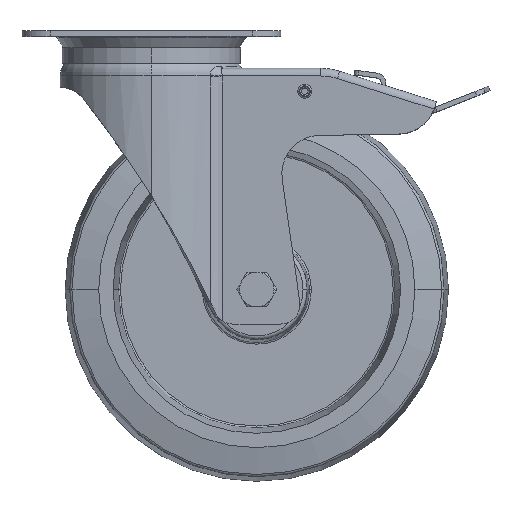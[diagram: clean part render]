
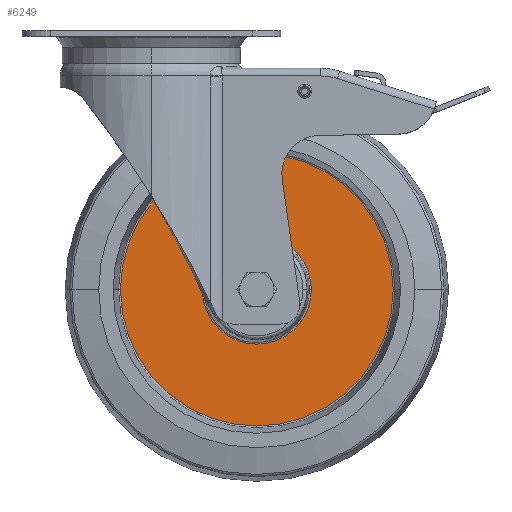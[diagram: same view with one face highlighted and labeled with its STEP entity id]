
A CAD part, top view. The second image highlights one B-rep face of the part: STEP entity #6249.
In plain terms, the highlighted planar face has unit normal (0, 0, 1).
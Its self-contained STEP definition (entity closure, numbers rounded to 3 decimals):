
#1833 = VERTEX_POINT ( 'NONE', #30204 ) ;
#2020 = VERTEX_POINT ( 'NONE', #57010 ) ;
#3989 = CIRCLE ( 'NONE', #28146, 28.439 ) ;
#4868 = DIRECTION ( 'NONE',  ( -1., 0., 0. ) ) ;
#5912 = DIRECTION ( 'NONE',  ( 0., 0., -1. ) ) ;
#6249 = ADVANCED_FACE ( 'NONE', ( #46553, #41541 ), #28022, .F. ) ;
#8534 = AXIS2_PLACEMENT_3D ( 'NONE', #19959, #45753, #37601 ) ;
#10863 = CIRCLE ( 'NONE', #32205, 28.439 ) ;
#11791 = DIRECTION ( 'NONE',  ( -1., 0., 0. ) ) ;
#14972 = CARTESIAN_POINT ( 'NONE',  ( 55., -63., 6. ) ) ;
#15523 = EDGE_LOOP ( 'NONE', ( #37515, #34705 ) ) ;
#15588 = DIRECTION ( 'NONE',  ( 0., 0., -1. ) ) ;
#17426 = DIRECTION ( 'NONE',  ( -1., 0., 0. ) ) ;
#19488 = AXIS2_PLACEMENT_3D ( 'NONE', #56378, #43755, #17426 ) ;
#19959 = CARTESIAN_POINT ( 'NONE',  ( 55., -135., 6. ) ) ;
#23674 = DIRECTION ( 'NONE',  ( -1., 0., 0. ) ) ;
#26661 = DIRECTION ( 'NONE',  ( 0., 0., -1. ) ) ;
#27072 = EDGE_CURVE ( 'NONE', #2020, #35259, #3989, .T. ) ;
#28022 = PLANE ( 'NONE',  #28774 ) ;
#28146 = AXIS2_PLACEMENT_3D ( 'NONE', #31297, #26661, #4868 ) ;
#28774 = AXIS2_PLACEMENT_3D ( 'NONE', #14972, #5912, #23674 ) ;
#30204 = CARTESIAN_POINT ( 'NONE',  ( 126.153, -135., 6. ) ) ;
#30274 = ORIENTED_EDGE ( 'NONE', *, *, #57526, .T. ) ;
#31297 = CARTESIAN_POINT ( 'NONE',  ( 55., -135., 6. ) ) ;
#31712 = CIRCLE ( 'NONE', #8534, 71.153 ) ;
#32205 = AXIS2_PLACEMENT_3D ( 'NONE', #37015, #15588, #11791 ) ;
#32865 = EDGE_LOOP ( 'NONE', ( #48798, #30274 ) ) ;
#34067 = CARTESIAN_POINT ( 'NONE',  ( -16.153, -135., 6. ) ) ;
#34705 = ORIENTED_EDGE ( 'NONE', *, *, #54150, .T. ) ;
#35259 = VERTEX_POINT ( 'NONE', #38960 ) ;
#37015 = CARTESIAN_POINT ( 'NONE',  ( 55., -135., 6. ) ) ;
#37515 = ORIENTED_EDGE ( 'NONE', *, *, #27072, .T. ) ;
#37601 = DIRECTION ( 'NONE',  ( -1., 0., 0. ) ) ;
#38960 = CARTESIAN_POINT ( 'NONE',  ( 83.439, -135., 6. ) ) ;
#39824 = CIRCLE ( 'NONE', #19488, 71.153 ) ;
#41541 = FACE_OUTER_BOUND ( 'NONE', #32865, .T. ) ;
#43755 = DIRECTION ( 'NONE',  ( 0., 0., 1. ) ) ;
#43776 = EDGE_CURVE ( 'NONE', #57080, #1833, #39824, .T. ) ;
#45753 = DIRECTION ( 'NONE',  ( 0., 0., 1. ) ) ;
#46553 = FACE_BOUND ( 'NONE', #15523, .T. ) ;
#48798 = ORIENTED_EDGE ( 'NONE', *, *, #43776, .T. ) ;
#54150 = EDGE_CURVE ( 'NONE', #35259, #2020, #10863, .T. ) ;
#56378 = CARTESIAN_POINT ( 'NONE',  ( 55., -135., 6. ) ) ;
#57010 = CARTESIAN_POINT ( 'NONE',  ( 26.561, -135., 6. ) ) ;
#57080 = VERTEX_POINT ( 'NONE', #34067 ) ;
#57526 = EDGE_CURVE ( 'NONE', #1833, #57080, #31712, .T. ) ;
